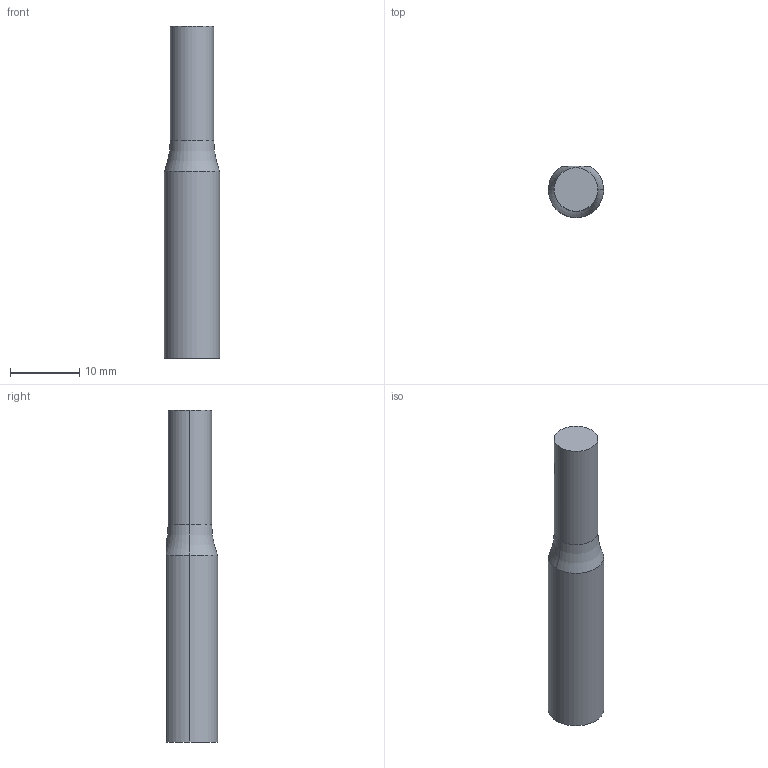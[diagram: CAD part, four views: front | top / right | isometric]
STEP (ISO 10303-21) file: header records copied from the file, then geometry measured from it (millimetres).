
FILE_DESCRIPTION (( 'STEP AP203' ), '1' );
FILE_NAME ('Shaft_Balancer_Default_sldprt.STEP', '2022-11-11T17:55:08', ( '' ), ( '' ), 'SwSTEP 2.0', 'SolidWorks 2022', '' );
FILE_SCHEMA (( 'CONFIG_CONTROL_DESIGN' ));
Length unit declared in the file: millimetre
Products named in the file (1): Shaft_Balancer_Default_sldprt
Bounding box: 8 x 7.4 x 48 mm (x, y, z)
Volume: 1611.1 mm3; surface area: 1419.8 mm2
Topology: 1 solids, 1 shells, 15 faces, 32 edges, 20 vertices
Faces by surface type: cylinder 8, plane 5, torus 2
Entity records: 508 total; most frequent: CARTESIAN_POINT 89, DIRECTION 81, ORIENTED_EDGE 64, AXIS2_PLACEMENT_3D 34, EDGE_CURVE 32, VERTEX_POINT 20, CIRCLE 18, EDGE_LOOP 16
